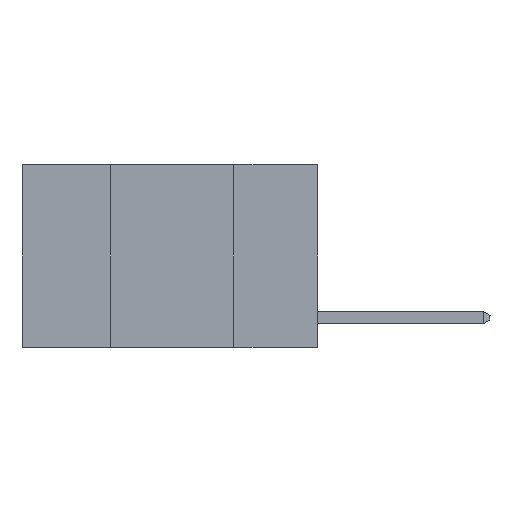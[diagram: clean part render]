
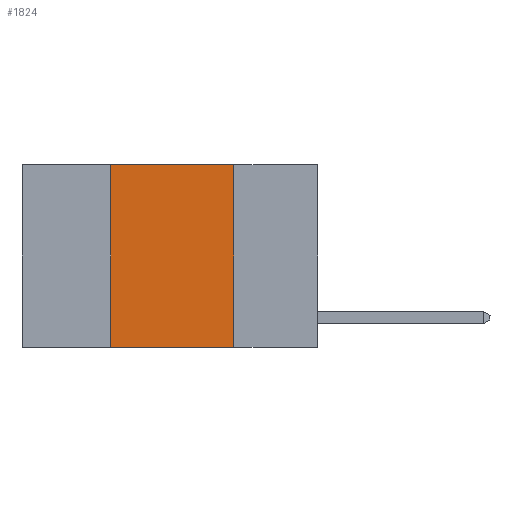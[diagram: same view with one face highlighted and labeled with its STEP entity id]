
A CAD part, left-side view. The second image highlights one B-rep face of the part: STEP entity #1824.
In plain terms, the highlighted planar face has unit normal (-1, 0, 0).
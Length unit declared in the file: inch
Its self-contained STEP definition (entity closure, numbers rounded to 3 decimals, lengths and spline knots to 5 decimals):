
#20 = VECTOR ( 'NONE', #1397, 39.37008 ) ;
#168 = VECTOR ( 'NONE', #4264, 39.37008 ) ;
#952 = AXIS2_PLACEMENT_3D ( 'NONE', #8850, #9743, #4557 ) ;
#1058 = EDGE_CURVE ( 'NONE', #6416, #7236, #3899, .T. ) ;
#1397 = DIRECTION ( 'NONE',  ( 0., -1., 0. ) ) ;
#1737 = VERTEX_POINT ( 'NONE', #2728 ) ;
#1824 = ADVANCED_FACE ( 'NONE', ( #2783 ), #7149, .F. ) ;
#2231 = DIRECTION ( 'NONE',  ( 0., -1., 0. ) ) ;
#2728 = CARTESIAN_POINT ( 'NONE',  ( 0., 0.17, 0. ) ) ;
#2783 = FACE_OUTER_BOUND ( 'NONE', #3557, .T. ) ;
#3557 = EDGE_LOOP ( 'NONE', ( #4017, #6206, #4051, #8516 ) ) ;
#3600 = EDGE_CURVE ( 'NONE', #1737, #7236, #7261, .T. ) ;
#3899 = LINE ( 'NONE', #7366, #9192 ) ;
#3919 = DIRECTION ( 'NONE',  ( 0., 0., -1. ) ) ;
#4017 = ORIENTED_EDGE ( 'NONE', *, *, #3600, .F. ) ;
#4051 = ORIENTED_EDGE ( 'NONE', *, *, #4722, .F. ) ;
#4264 = DIRECTION ( 'NONE',  ( 0., 0., 1. ) ) ;
#4354 = CARTESIAN_POINT ( 'NONE',  ( 0., 0.42, -0.37 ) ) ;
#4557 = DIRECTION ( 'NONE',  ( 0., 0., -1. ) ) ;
#4722 = EDGE_CURVE ( 'NONE', #6416, #9556, #6798, .T. ) ;
#4964 = LINE ( 'NONE', #9083, #20 ) ;
#5118 = CARTESIAN_POINT ( 'NONE',  ( 0., 0.42, 0. ) ) ;
#5240 = CARTESIAN_POINT ( 'NONE',  ( 0., 0.17, -0.37 ) ) ;
#5306 = EDGE_CURVE ( 'NONE', #9556, #1737, #4964, .T. ) ;
#6206 = ORIENTED_EDGE ( 'NONE', *, *, #5306, .F. ) ;
#6404 = VECTOR ( 'NONE', #3919, 39.37008 ) ;
#6416 = VERTEX_POINT ( 'NONE', #4354 ) ;
#6798 = LINE ( 'NONE', #5118, #168 ) ;
#7149 = PLANE ( 'NONE',  #952 ) ;
#7202 = CARTESIAN_POINT ( 'NONE',  ( 0., 0.17, 0. ) ) ;
#7236 = VERTEX_POINT ( 'NONE', #5240 ) ;
#7261 = LINE ( 'NONE', #7202, #6404 ) ;
#7366 = CARTESIAN_POINT ( 'NONE',  ( 0., 0.6, -0.37 ) ) ;
#8516 = ORIENTED_EDGE ( 'NONE', *, *, #1058, .T. ) ;
#8850 = CARTESIAN_POINT ( 'NONE',  ( 0., 0.6, 0. ) ) ;
#9083 = CARTESIAN_POINT ( 'NONE',  ( 0., 0.6, 0. ) ) ;
#9179 = CARTESIAN_POINT ( 'NONE',  ( 0., 0.42, 0. ) ) ;
#9192 = VECTOR ( 'NONE', #2231, 39.37008 ) ;
#9556 = VERTEX_POINT ( 'NONE', #9179 ) ;
#9743 = DIRECTION ( 'NONE',  ( 1., 0., 0. ) ) ;
